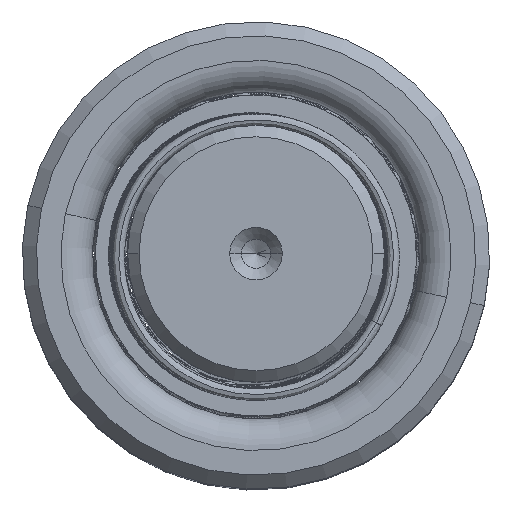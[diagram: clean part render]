
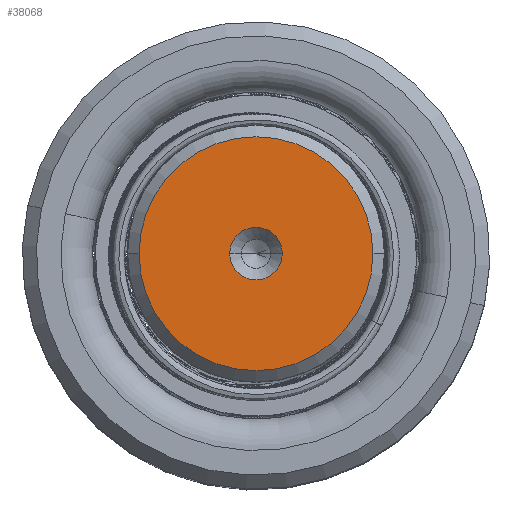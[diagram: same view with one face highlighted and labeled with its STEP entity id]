
A CAD part, top view. The second image highlights one B-rep face of the part: STEP entity #38068.
In plain terms, the highlighted planar face has unit normal (0, 0, 1).
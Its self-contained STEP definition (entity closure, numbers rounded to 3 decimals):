
#963 = AXIS2_PLACEMENT_3D ( 'NONE', #4097, #33724, #29996 ) ;
#2466 = DIRECTION ( 'NONE',  ( 1., 0., 0. ) ) ;
#2795 = DIRECTION ( 'NONE',  ( 0., 0., 1. ) ) ;
#3077 = EDGE_CURVE ( 'NONE', #32271, #37790, #43679, .T. ) ;
#4097 = CARTESIAN_POINT ( 'NONE',  ( 0., 0., 140. ) ) ;
#4242 = VERTEX_POINT ( 'NONE', #6020 ) ;
#5840 = CARTESIAN_POINT ( 'NONE',  ( -2.25, 0., 140. ) ) ;
#6020 = CARTESIAN_POINT ( 'NONE',  ( 2.25, 0., 140. ) ) ;
#8711 = EDGE_LOOP ( 'NONE', ( #31466, #24178 ) ) ;
#9676 = VERTEX_POINT ( 'NONE', #5840 ) ;
#10045 = DIRECTION ( 'NONE',  ( 1., 0., 0. ) ) ;
#11949 = DIRECTION ( 'NONE',  ( 1., 0., 0. ) ) ;
#13327 = CIRCLE ( 'NONE', #32153, 10.009 ) ;
#15524 = CARTESIAN_POINT ( 'NONE',  ( 0., 0., 140. ) ) ;
#15879 = DIRECTION ( 'NONE',  ( 0., 0., 1. ) ) ;
#16543 = PLANE ( 'NONE',  #37688 ) ;
#20266 = CARTESIAN_POINT ( 'NONE',  ( 0., 0., 140. ) ) ;
#23300 = CIRCLE ( 'NONE', #963, 2.25 ) ;
#24178 = ORIENTED_EDGE ( 'NONE', *, *, #3077, .T. ) ;
#26061 = CARTESIAN_POINT ( 'NONE',  ( 0., 0., 140. ) ) ;
#26687 = AXIS2_PLACEMENT_3D ( 'NONE', #15524, #45146, #11949 ) ;
#27346 = AXIS2_PLACEMENT_3D ( 'NONE', #26061, #32218, #10045 ) ;
#28283 = EDGE_CURVE ( 'NONE', #4242, #9676, #31993, .T. ) ;
#28566 = EDGE_LOOP ( 'NONE', ( #44915, #46955 ) ) ;
#28875 = EDGE_CURVE ( 'NONE', #9676, #4242, #23300, .T. ) ;
#29792 = FACE_BOUND ( 'NONE', #28566, .T. ) ;
#29996 = DIRECTION ( 'NONE',  ( 1., 0., 0. ) ) ;
#31466 = ORIENTED_EDGE ( 'NONE', *, *, #44352, .T. ) ;
#31993 = CIRCLE ( 'NONE', #27346, 2.25 ) ;
#32153 = AXIS2_PLACEMENT_3D ( 'NONE', #45508, #15879, #38073 ) ;
#32218 = DIRECTION ( 'NONE',  ( 0., 0., 1. ) ) ;
#32271 = VERTEX_POINT ( 'NONE', #47355 ) ;
#33724 = DIRECTION ( 'NONE',  ( 0., 0., 1. ) ) ;
#37688 = AXIS2_PLACEMENT_3D ( 'NONE', #20266, #2795, #2466 ) ;
#37790 = VERTEX_POINT ( 'NONE', #39950 ) ;
#38068 = ADVANCED_FACE ( 'NONE', ( #29792, #42518 ), #16543, .T. ) ;
#38073 = DIRECTION ( 'NONE',  ( 1., 0., 0. ) ) ;
#39950 = CARTESIAN_POINT ( 'NONE',  ( -10.009, 0., 140. ) ) ;
#42518 = FACE_OUTER_BOUND ( 'NONE', #8711, .T. ) ;
#43679 = CIRCLE ( 'NONE', #26687, 10.009 ) ;
#44352 = EDGE_CURVE ( 'NONE', #37790, #32271, #13327, .T. ) ;
#44915 = ORIENTED_EDGE ( 'NONE', *, *, #28283, .F. ) ;
#45146 = DIRECTION ( 'NONE',  ( 0., 0., 1. ) ) ;
#45508 = CARTESIAN_POINT ( 'NONE',  ( 0., 0., 140. ) ) ;
#46955 = ORIENTED_EDGE ( 'NONE', *, *, #28875, .F. ) ;
#47355 = CARTESIAN_POINT ( 'NONE',  ( 10.009, 0., 140. ) ) ;
